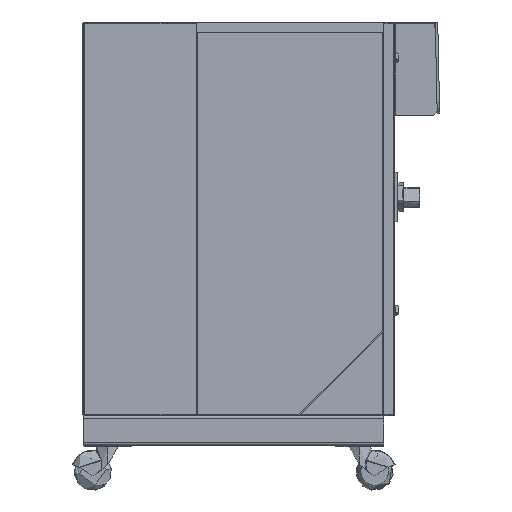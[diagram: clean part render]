
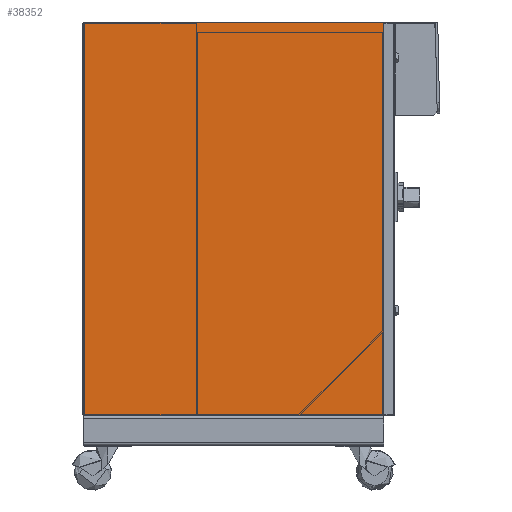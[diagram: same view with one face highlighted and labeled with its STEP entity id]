
A CAD part, left-side view. The second image highlights one B-rep face of the part: STEP entity #38352.
In plain terms, the highlighted planar face has unit normal (-1, 0, 0).
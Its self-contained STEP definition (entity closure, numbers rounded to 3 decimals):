
#787 = LINE ( 'NONE', #101449, #158880 ) ;
#9165 = DIRECTION ( 'NONE',  ( 0., 0., -1. ) ) ;
#16613 = EDGE_CURVE ( 'NONE', #30210, #58618, #72524, .T. ) ;
#18705 = VECTOR ( 'NONE', #92780, 1000. ) ;
#28327 = VERTEX_POINT ( 'NONE', #114782 ) ;
#30210 = VERTEX_POINT ( 'NONE', #107157 ) ;
#30469 = DIRECTION ( 'NONE',  ( 0., 1., 0. ) ) ;
#31597 = EDGE_CURVE ( 'NONE', #58618, #28327, #787, .T. ) ;
#36368 = ORIENTED_EDGE ( 'NONE', *, *, #92373, .F. ) ;
#38352 = ADVANCED_FACE ( 'NONE', ( #136220 ), #120621, .F. ) ;
#46937 = VECTOR ( 'NONE', #9165, 1000. ) ;
#53870 = CARTESIAN_POINT ( 'NONE',  ( -350., 0., 790. ) ) ;
#58618 = VERTEX_POINT ( 'NONE', #164046 ) ;
#72524 = LINE ( 'NONE', #83223, #46937 ) ;
#77205 = CARTESIAN_POINT ( 'NONE',  ( -350., 0., 0. ) ) ;
#78280 = CARTESIAN_POINT ( 'NONE',  ( -350., 0., 790. ) ) ;
#79550 = LINE ( 'NONE', #78280, #146776 ) ;
#81585 = ORIENTED_EDGE ( 'NONE', *, *, #169172, .F. ) ;
#83223 = CARTESIAN_POINT ( 'NONE',  ( -350., -603., 0. ) ) ;
#92373 = EDGE_CURVE ( 'NONE', #159836, #30210, #79550, .T. ) ;
#92780 = DIRECTION ( 'NONE',  ( 0., 0., 1. ) ) ;
#101449 = CARTESIAN_POINT ( 'NONE',  ( -350., 0., 0. ) ) ;
#106353 = DIRECTION ( 'NONE',  ( 1., 0., 0. ) ) ;
#107157 = CARTESIAN_POINT ( 'NONE',  ( -350., -603., 790. ) ) ;
#109990 = DIRECTION ( 'NONE',  ( 0., -1., 0. ) ) ;
#111601 = ORIENTED_EDGE ( 'NONE', *, *, #31597, .F. ) ;
#114782 = CARTESIAN_POINT ( 'NONE',  ( -350., 0., 0. ) ) ;
#117521 = EDGE_LOOP ( 'NONE', ( #111601, #151213, #36368, #81585 ) ) ;
#119994 = DIRECTION ( 'NONE',  ( 0., 1., 0. ) ) ;
#120621 = PLANE ( 'NONE',  #181371 ) ;
#136220 = FACE_OUTER_BOUND ( 'NONE', #117521, .T. ) ;
#146776 = VECTOR ( 'NONE', #109990, 1000. ) ;
#151213 = ORIENTED_EDGE ( 'NONE', *, *, #16613, .F. ) ;
#158880 = VECTOR ( 'NONE', #30469, 1000. ) ;
#159836 = VERTEX_POINT ( 'NONE', #53870 ) ;
#162785 = LINE ( 'NONE', #77205, #18705 ) ;
#164046 = CARTESIAN_POINT ( 'NONE',  ( -350., -603., 0. ) ) ;
#169172 = EDGE_CURVE ( 'NONE', #28327, #159836, #162785, .T. ) ;
#178420 = CARTESIAN_POINT ( 'NONE',  ( -350., 0., 0. ) ) ;
#181371 = AXIS2_PLACEMENT_3D ( 'NONE', #178420, #106353, #119994 ) ;
